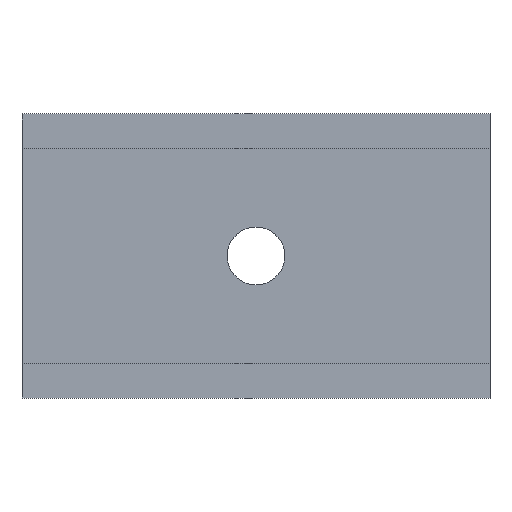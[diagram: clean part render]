
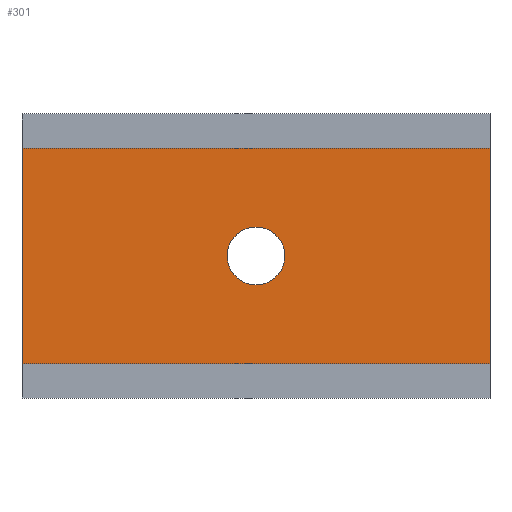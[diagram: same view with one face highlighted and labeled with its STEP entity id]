
A CAD part, top view. The second image highlights one B-rep face of the part: STEP entity #301.
In plain terms, the highlighted planar face has unit normal (0, 0, 1).
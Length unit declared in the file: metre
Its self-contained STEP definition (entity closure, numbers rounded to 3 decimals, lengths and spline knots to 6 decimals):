
#15=LINE('',#455,#47);
#27=LINE('',#480,#59);
#28=LINE('',#482,#60);
#29=LINE('',#483,#61);
#47=VECTOR('',#368,1.);
#59=VECTOR('',#382,1.);
#60=VECTOR('',#385,1.);
#61=VECTOR('',#386,1.);
#78=PLANE('',#334);
#108=ORIENTED_EDGE('',*,*,#188,.F.);
#109=ORIENTED_EDGE('',*,*,#187,.T.);
#110=ORIENTED_EDGE('',*,*,#189,.T.);
#111=ORIENTED_EDGE('',*,*,#175,.F.);
#112=ORIENTED_EDGE('',*,*,#170,.F.);
#170=EDGE_CURVE('',#210,#210,#238,.T.);
#175=EDGE_CURVE('',#215,#216,#15,.T.);
#187=EDGE_CURVE('',#221,#227,#27,.T.);
#188=EDGE_CURVE('',#221,#215,#28,.T.);
#189=EDGE_CURVE('',#227,#216,#29,.T.);
#210=VERTEX_POINT('',#444);
#215=VERTEX_POINT('',#454);
#216=VERTEX_POINT('',#456);
#221=VERTEX_POINT('',#467);
#227=VERTEX_POINT('',#479);
#238=CIRCLE('',#330,0.0042);
#250=EDGE_LOOP('',(#108,#109,#110,#111));
#251=EDGE_LOOP('',(#112));
#274=FACE_BOUND('',#250,.T.);
#275=FACE_BOUND('',#251,.T.);
#301=ADVANCED_FACE('',(#274,#275),#78,.T.);
#330=AXIS2_PLACEMENT_3D('',#443,#359,#360);
#334=AXIS2_PLACEMENT_3D('',#481,#383,#384);
#359=DIRECTION('',(0.,0.,1.));
#360=DIRECTION('',(1.,0.,0.));
#368=DIRECTION('',(0.,-1.,0.));
#382=DIRECTION('',(0.,-1.,0.));
#383=DIRECTION('',(0.,0.,1.));
#384=DIRECTION('',(1.,0.,0.));
#385=DIRECTION('',(1.,0.,0.));
#386=DIRECTION('',(1.,0.,0.));
#443=CARTESIAN_POINT('',(0.,0.,0.008));
#444=CARTESIAN_POINT('',(0.0042,0.,0.008));
#454=CARTESIAN_POINT('',(0.034,0.015638,0.008));
#455=CARTESIAN_POINT('',(0.034,0.,0.008));
#456=CARTESIAN_POINT('',(0.034,-0.015638,0.008));
#467=CARTESIAN_POINT('',(-0.034,0.015638,0.008));
#479=CARTESIAN_POINT('',(-0.034,-0.015638,0.008));
#480=CARTESIAN_POINT('',(-0.034,0.,0.008));
#481=CARTESIAN_POINT('',(0.,0.,0.008));
#482=CARTESIAN_POINT('',(-0.034002,0.015638,0.008));
#483=CARTESIAN_POINT('',(-0.034002,-0.015638,0.008));
